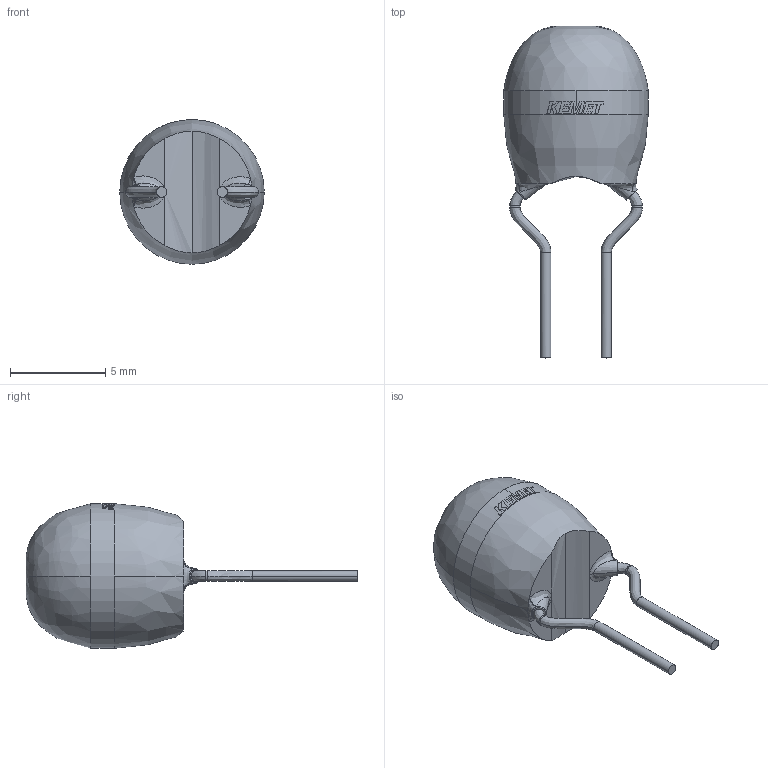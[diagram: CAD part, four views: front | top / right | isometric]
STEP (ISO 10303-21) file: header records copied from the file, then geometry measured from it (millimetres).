
FILE_DESCRIPTION (( 'STEP AP214' ), '1' );
FILE_NAME ('CTR_T355_D7.6W6.99H11.9S3.18LL5.56F0.55.STEP', '2023-12-20T15:36:59', ( '' ), ( '' ), 'SwSTEP 2.0', 'SolidWorks 2021', '' );
FILE_SCHEMA (( 'AUTOMOTIVE_DESIGN' ));
Length unit declared in the file: millimetre
Products named in the file (1): CTR_T355_D7.6W6.99H11.9S3.18LL5.56F0.55
Bounding box: 7.6 x 17.46 x 7.6 mm (x, y, z)
Volume: 309.8 mm3; surface area: 265.3 mm2
Topology: 1 solids, 1 shells, 104 faces, 271 edges, 173 vertices
Faces by surface type: bspline 61, plane 30, cylinder 6, cone 5, torus 2
Entity records: 5688 total; most frequent: CARTESIAN_POINT 2428, ORIENTED_EDGE 542, DIRECTION 286, EDGE_CURVE 271, VERTEX_POINT 173, B_SPLINE_CURVE_WITH_KNOTS 152, AXIS2_PLACEMENT_3D 135, EDGE_LOOP 108
